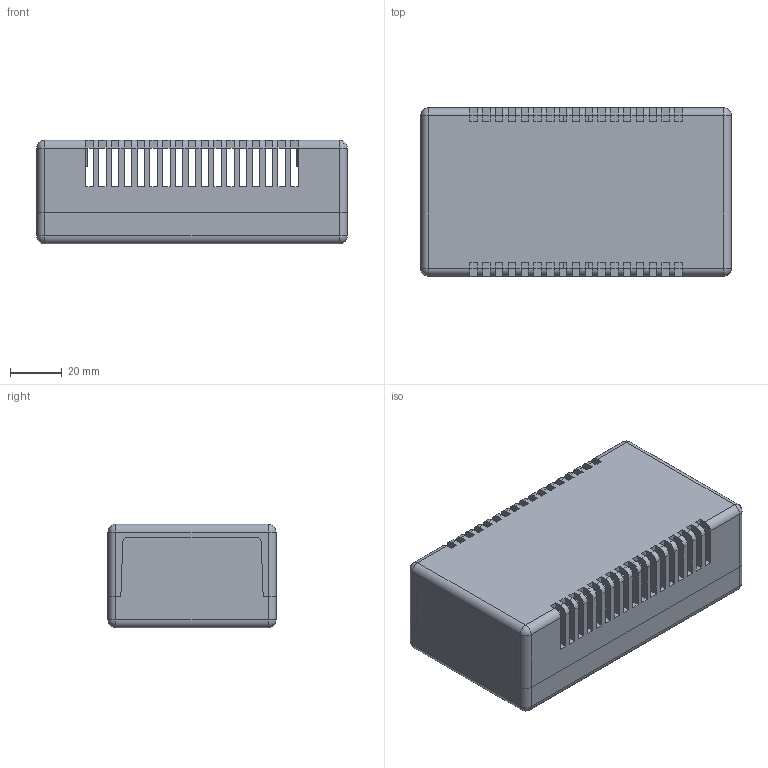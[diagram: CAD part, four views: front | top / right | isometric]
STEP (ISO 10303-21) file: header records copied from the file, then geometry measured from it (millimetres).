
FILE_DESCRIPTION((''),'2;1');
FILE_NAME('0501101900-MBPO_126540 LÜ So.stp','2016-01-25T14:49:31',('robin.rentz'),(''),'Autodesk Inventor 2012','Autodesk Inventor 2012','');
FILE_SCHEMA(('AUTOMOTIVE_DESIGN { 1 2 10303 214 0 1 1 1 }'));
Length unit declared in the file: millimetre
Products named in the file (3): 0501101900-MBPO_126540 LÜ So; 0501100502-UT_126540-65; 0501101911-OT_126540 LÜ-So
Assembly tree (2 placements, depth 2):
  0501101900-MBPO_126540 LÜ So
    0501100502-UT_126540-65
    0501101911-OT_126540 LÜ-So
Bounding box: 120 x 65 x 40 mm (x, y, z)
Volume: 80805.6 mm3; surface area: 66193.4 mm2
Topology: 2 solids, 2 shells, 464 faces, 1364 edges, 872 vertices
Faces by surface type: plane 312, cylinder 112, cone 32, sphere 8
Full cylindrical faces by diameter (mm): 2.5 x4, 2.7 x4, 4.2 x4, 4.5 x4, 5 x4, 6 x4, 7 x4, 8 x4, 8.8 x4
Entity records: 15223 total; most frequent: CARTESIAN_POINT 2659, ORIENTED_EDGE 2644, DIRECTION 2516, EDGE_CURVE 1322, VECTOR 1066, LINE 1066, VERTEX_POINT 868, AXIS2_PLACEMENT_3D 725
